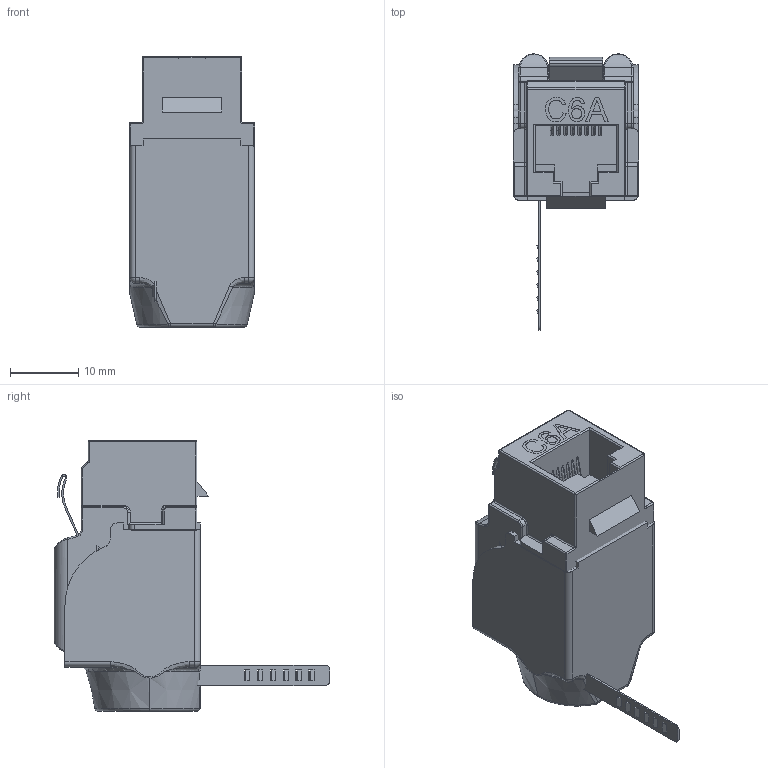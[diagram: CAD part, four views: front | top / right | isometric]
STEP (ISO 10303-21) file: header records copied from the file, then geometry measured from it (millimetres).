
FILE_DESCRIPTION (( 'STEP AP203' ), '1' );
FILE_NAME ('RJ110C6A-S.STEP', '2013-07-12T20:10:41', ( 'x' ), ( '' ), 'SwSTEP 2.0', 'SolidWorks 2012', '' );
FILE_SCHEMA (( 'CONFIG_CONTROL_DESIGN' ));
Length unit declared in the file: millimetre
Products named in the file (4): RJ110C6A-S; RJ110C6A-S-MA3; RJ110C6A-S-MA2; RJ110C6A-S-MA1
Assembly tree (3 placements, depth 2):
  RJ110C6A-S
    RJ110C6A-S-MA1
    RJ110C6A-S-MA2
    RJ110C6A-S-MA3
Bounding box: 18.4 x 40.55 x 39.8 mm (x, y, z)
Volume: 9485.1 mm3; surface area: 9753.3 mm2
Topology: 3 solids, 3 shells, 784 faces, 2080 edges, 1323 vertices
Faces by surface type: plane 468, bspline 138, cylinder 123, torus 34, sphere 16, cone 5
Entity records: 32265 total; most frequent: CARTESIAN_POINT 13307, ORIENTED_EDGE 4136, DIRECTION 3331, EDGE_CURVE 2068, LINE 1461, VECTOR 1461, VERTEX_POINT 1323, AXIS2_PLACEMENT_3D 935
